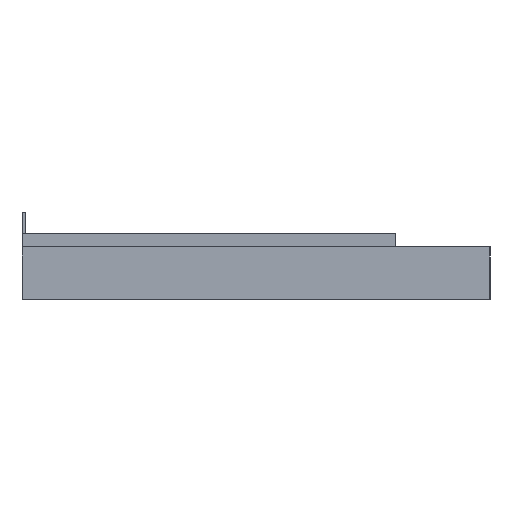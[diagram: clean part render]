
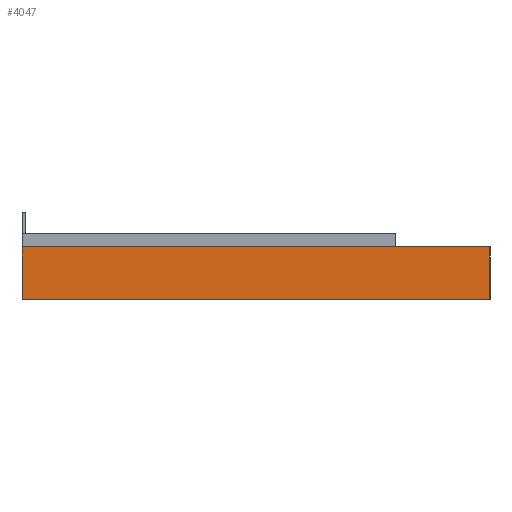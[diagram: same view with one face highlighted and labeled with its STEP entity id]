
A CAD part, left-side view. The second image highlights one B-rep face of the part: STEP entity #4047.
In plain terms, the highlighted planar face has unit normal (-1, 0, 0).
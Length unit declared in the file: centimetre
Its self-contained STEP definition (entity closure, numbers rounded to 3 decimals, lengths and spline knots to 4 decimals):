
#528=FACE_OUTER_BOUND($,#845,.T.);
#845=EDGE_LOOP($,(#3139,#3140,#3141,#3142));
#1674=LINE($,#6454,#1872);
#1712=LINE($,#6541,#1910);
#1713=LINE($,#6543,#1911);
#1714=LINE($,#6544,#1912);
#1872=VECTOR($,#5100,3.9);
#1910=VECTOR($,#5178,34.75);
#1911=VECTOR($,#5179,34.75);
#1912=VECTOR($,#5180,3.9);
#2096=VERTEX_POINT($,#6451);
#2097=VERTEX_POINT($,#6453);
#2126=VERTEX_POINT($,#6540);
#2127=VERTEX_POINT($,#6542);
#2531=EDGE_CURVE($,#2096,#2097,#1674,.T.);
#2576=EDGE_CURVE($,#2097,#2126,#1712,.T.);
#2577=EDGE_CURVE($,#2096,#2127,#1713,.T.);
#2578=EDGE_CURVE($,#2127,#2126,#1714,.T.);
#3139=ORIENTED_EDGE($,*,*,#2576,.F.);
#3140=ORIENTED_EDGE($,*,*,#2531,.F.);
#3141=ORIENTED_EDGE($,*,*,#2577,.T.);
#3142=ORIENTED_EDGE($,*,*,#2578,.T.);
#3925=PLANE($,#4436);
#4047=ADVANCED_FACE($,(#528),#3925,.T.);
#4436=AXIS2_PLACEMENT_3D($,#6539,#5176,#5177);
#5100=DIRECTION($,(0.,0.,1.));
#5176=DIRECTION('center_axis',(-1.,0.,0.));
#5177=DIRECTION('ref_axis',(0.,-1.,0.));
#5178=DIRECTION($,(0.,-1.,0.));
#5179=DIRECTION($,(0.,-1.,0.));
#5180=DIRECTION($,(0.,0.,1.));
#6451=CARTESIAN_POINT('',(-42.6,35.075,2.275));
#6453=CARTESIAN_POINT('',(-42.6,35.075,6.175));
#6454=CARTESIAN_POINT($,(-42.6,35.075,2.275));
#6539=CARTESIAN_POINT('Origin',(-42.6,35.125,2.275));
#6540=CARTESIAN_POINT('',(-42.6,0.325,6.175));
#6541=CARTESIAN_POINT($,(-42.6,35.125,6.175));
#6542=CARTESIAN_POINT('',(-42.6,0.325,2.275));
#6543=CARTESIAN_POINT($,(-42.6,35.125,2.275));
#6544=CARTESIAN_POINT($,(-42.6,0.325,2.275));
